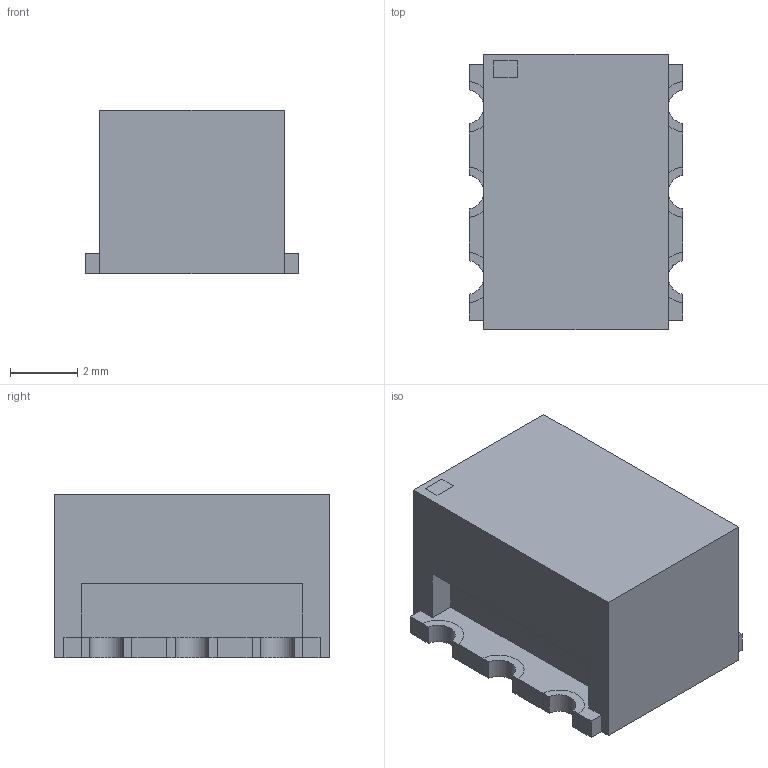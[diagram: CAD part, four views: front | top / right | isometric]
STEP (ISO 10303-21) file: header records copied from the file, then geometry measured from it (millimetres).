
FILE_DESCRIPTION(/* description */ (''),/* implementation_level */ '2;1');
FILE_NAME(/* name */ 'MACOM_SM-87.stp',/* time_stamp */ '2017-02-08T10:09:32+01:00',/* author */ ('jchouvet'),/* organization */ (''),/* preprocessor_version */ 'ST-DEVELOPER v16.1',/* originating_system */ 'AutoCAD Mechanical',/* authorisation */ '');
FILE_SCHEMA (('AUTOMOTIVE_DESIGN { 1 0 10303 214 3 1 1 }'));
Length unit declared in the file: millimetre
Products named in the file (1): Product
Bounding box: 6.35 x 8.2 x 4.85 mm (x, y, z)
Volume: 205.1 mm3; surface area: 379.5 mm2
Topology: 9 solids, 9 shells, 131 faces, 312 edges, 200 vertices
Faces by surface type: plane 113, cylinder 18
Entity records: 3755 total; most frequent: CARTESIAN_POINT 644, ORIENTED_EDGE 624, DIRECTION 612, EDGE_CURVE 312, LINE 276, VECTOR 276, VERTEX_POINT 200, AXIS2_PLACEMENT_3D 168
